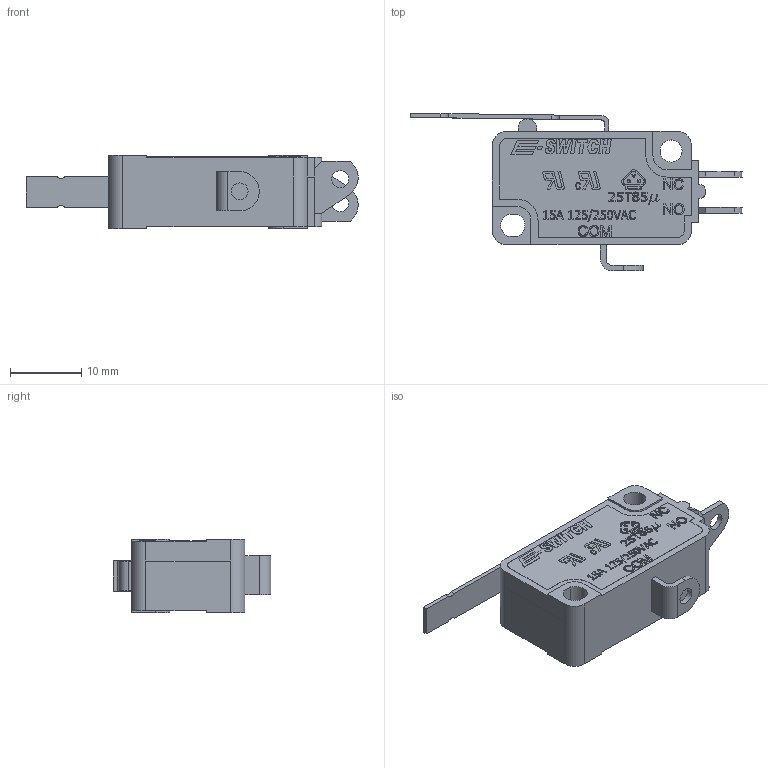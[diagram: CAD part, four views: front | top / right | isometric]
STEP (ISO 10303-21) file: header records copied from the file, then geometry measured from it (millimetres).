
FILE_DESCRIPTION((' '),'2;1');
FILE_NAME('LS085xx02FxxxS1A.stp','2017-07-20T14:04:09',(' '),(' '),' ','ACIS',' ');
FILE_SCHEMA(('CONFIG_CONTROL_DESIGN'));
Length unit declared in the file: inch
Products named in the file (1): LS085xx02FxxxS1A.stp
Bounding box: 46.55 x 22.12 x 10.3 mm (x, y, z)
Surface area: 2655.5 mm2 (no closed solid volume)
Topology: 0 solids, 1 shells, 762 faces, 2101 edges, 1398 vertices
Faces by surface type: plane 500, bspline 204, cylinder 58
Full cylindrical faces by diameter (mm): 2.35 x3, 3.1 x1
Entity records: 25287 total; most frequent: CARTESIAN_POINT 7001, ORIENTED_EDGE 4196, DIRECTION 2928, EDGE_CURVE 2102, VECTOR 1578, LINE 1578, VERTEX_POINT 1400, EDGE_LOOP 834
